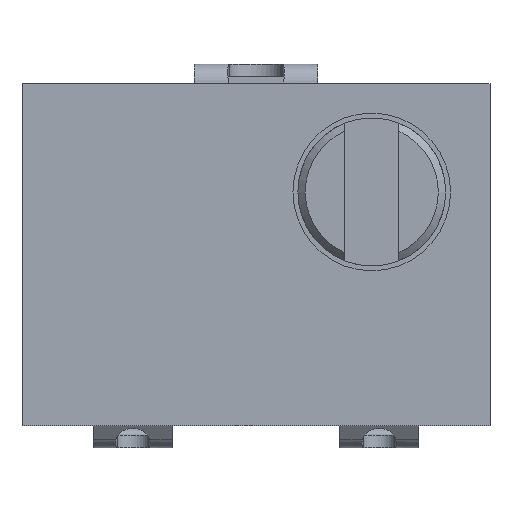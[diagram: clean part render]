
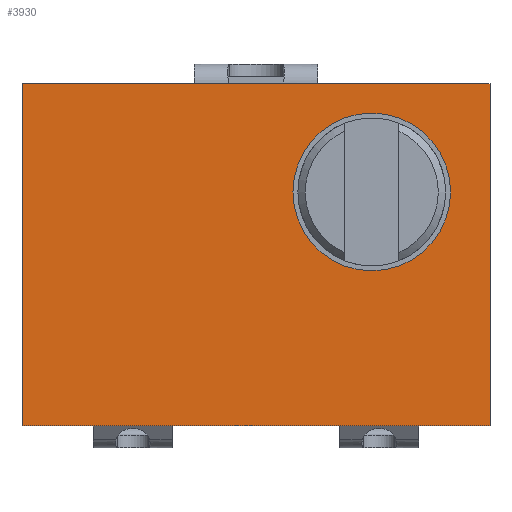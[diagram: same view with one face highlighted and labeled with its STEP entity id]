
A CAD part, front view. The second image highlights one B-rep face of the part: STEP entity #3930.
In plain terms, the highlighted planar face has unit normal (0, -1, 0).
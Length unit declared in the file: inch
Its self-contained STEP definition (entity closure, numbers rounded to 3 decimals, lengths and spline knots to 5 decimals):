
#36 = LINE ( 'NONE', #2709, #9426 ) ;
#67 = DIRECTION ( 'NONE',  ( 0., -1., 0. ) ) ;
#515 = AXIS2_PLACEMENT_3D ( 'NONE', #6281, #67, #2314 ) ;
#1002 = CARTESIAN_POINT ( 'NONE',  ( -0.107, -0.09, -0.0695 ) ) ;
#1058 = EDGE_CURVE ( 'NONE', #1574, #14970, #4572, .T. ) ;
#1097 = PLANE ( 'NONE',  #8306 ) ;
#1574 = VERTEX_POINT ( 'NONE', #6275 ) ;
#2009 = EDGE_CURVE ( 'NONE', #14684, #1574, #9626, .T. ) ;
#2314 = DIRECTION ( 'NONE',  ( 0., 0., 1. ) ) ;
#2424 = FACE_OUTER_BOUND ( 'NONE', #8225, .T. ) ;
#2594 = ORIENTED_EDGE ( 'NONE', *, *, #6139, .F. ) ;
#2709 = CARTESIAN_POINT ( 'NONE',  ( 0.083, -0.09, -0.0695 ) ) ;
#2902 = CARTESIAN_POINT ( 'NONE',  ( -0.107, -0.09, 0. ) ) ;
#3173 = CIRCLE ( 'NONE', #515, 0.032 ) ;
#3592 = DIRECTION ( 'NONE',  ( 0., 1., 0. ) ) ;
#3930 = ADVANCED_FACE ( 'NONE', ( #13411, #2424 ), #1097, .F. ) ;
#4052 = AXIS2_PLACEMENT_3D ( 'NONE', #6296, #10011, #5311 ) ;
#4480 = VERTEX_POINT ( 'NONE', #16074 ) ;
#4572 = LINE ( 'NONE', #1002, #16282 ) ;
#4754 = VECTOR ( 'NONE', #10485, 39.37008 ) ;
#5311 = DIRECTION ( 'NONE',  ( 0., 0., 1. ) ) ;
#5675 = DIRECTION ( 'NONE',  ( -1., 0., 0. ) ) ;
#6139 = EDGE_CURVE ( 'NONE', #14970, #4480, #6689, .T. ) ;
#6184 = ORIENTED_EDGE ( 'NONE', *, *, #15584, .F. ) ;
#6275 = CARTESIAN_POINT ( 'NONE',  ( -0.107, -0.09, -0.139 ) ) ;
#6281 = CARTESIAN_POINT ( 'NONE',  ( -0.059, -0.09, -0.095 ) ) ;
#6296 = CARTESIAN_POINT ( 'NONE',  ( -0.059, -0.09, -0.095 ) ) ;
#6689 = LINE ( 'NONE', #11736, #4754 ) ;
#6704 = CARTESIAN_POINT ( 'NONE',  ( -0.059, -0.09, -0.063 ) ) ;
#7200 = DIRECTION ( 'NONE',  ( 0., 0., 1. ) ) ;
#7206 = EDGE_CURVE ( 'NONE', #8124, #13644, #3173, .T. ) ;
#8124 = VERTEX_POINT ( 'NONE', #9414 ) ;
#8225 = EDGE_LOOP ( 'NONE', ( #8825, #13599, #2594, #11044 ) ) ;
#8306 = AXIS2_PLACEMENT_3D ( 'NONE', #11181, #3592, #8616 ) ;
#8616 = DIRECTION ( 'NONE',  ( 0., 0., 1. ) ) ;
#8825 = ORIENTED_EDGE ( 'NONE', *, *, #2009, .F. ) ;
#9414 = CARTESIAN_POINT ( 'NONE',  ( -0.059, -0.09, -0.127 ) ) ;
#9426 = VECTOR ( 'NONE', #13846, 39.37008 ) ;
#9626 = LINE ( 'NONE', #12188, #12295 ) ;
#10011 = DIRECTION ( 'NONE',  ( 0., -1., 0. ) ) ;
#10485 = DIRECTION ( 'NONE',  ( 1., 0., 0. ) ) ;
#10637 = CIRCLE ( 'NONE', #4052, 0.032 ) ;
#11044 = ORIENTED_EDGE ( 'NONE', *, *, #1058, .F. ) ;
#11181 = CARTESIAN_POINT ( 'NONE',  ( -0.012, -0.09, -0.0695 ) ) ;
#11736 = CARTESIAN_POINT ( 'NONE',  ( -0.012, -0.09, 0. ) ) ;
#12068 = EDGE_CURVE ( 'NONE', #4480, #14684, #36, .T. ) ;
#12188 = CARTESIAN_POINT ( 'NONE',  ( -0.012, -0.09, -0.139 ) ) ;
#12259 = CARTESIAN_POINT ( 'NONE',  ( 0.083, -0.09, -0.139 ) ) ;
#12295 = VECTOR ( 'NONE', #5675, 39.37008 ) ;
#13411 = FACE_BOUND ( 'NONE', #13816, .T. ) ;
#13599 = ORIENTED_EDGE ( 'NONE', *, *, #12068, .F. ) ;
#13644 = VERTEX_POINT ( 'NONE', #6704 ) ;
#13666 = ORIENTED_EDGE ( 'NONE', *, *, #7206, .F. ) ;
#13816 = EDGE_LOOP ( 'NONE', ( #6184, #13666 ) ) ;
#13846 = DIRECTION ( 'NONE',  ( 0., 0., -1. ) ) ;
#14684 = VERTEX_POINT ( 'NONE', #12259 ) ;
#14970 = VERTEX_POINT ( 'NONE', #2902 ) ;
#15584 = EDGE_CURVE ( 'NONE', #13644, #8124, #10637, .T. ) ;
#16074 = CARTESIAN_POINT ( 'NONE',  ( 0.083, -0.09, 0. ) ) ;
#16282 = VECTOR ( 'NONE', #7200, 39.37008 ) ;
